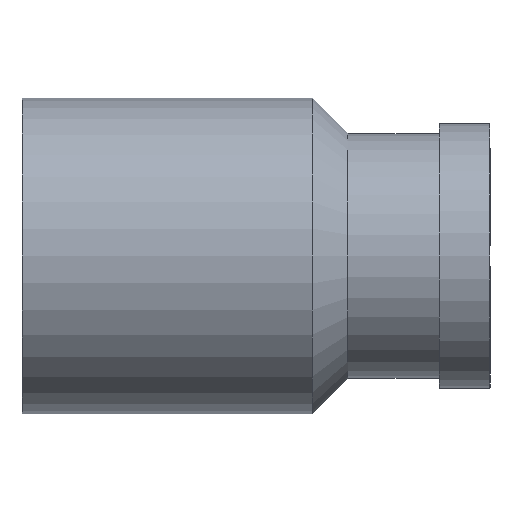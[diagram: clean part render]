
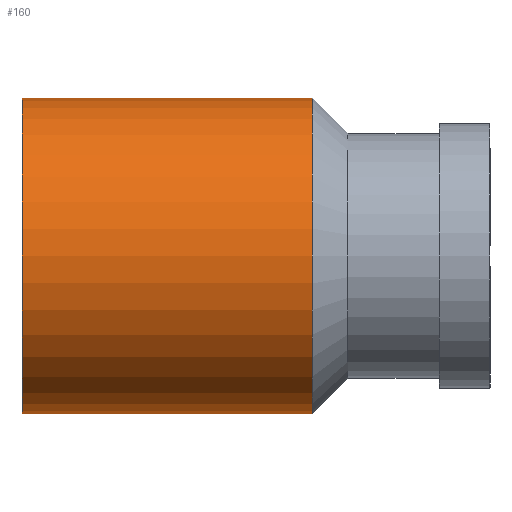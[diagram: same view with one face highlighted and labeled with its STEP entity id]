
A CAD part, left-side view. The second image highlights one B-rep face of the part: STEP entity #160.
In plain terms, the highlighted cylindrical face has radius 15.5 mm (diameter 31 mm), a full revolution.
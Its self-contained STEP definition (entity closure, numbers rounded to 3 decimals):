
#30=FACE_OUTER_BOUND('',#43,.T.);
#43=EDGE_LOOP('',(#126,#127,#128,#129));
#58=LINE('',#284,#65);
#65=VECTOR('',#233,15.5);
#71=CIRCLE('',#186,15.5);
#73=CIRCLE('',#189,15.5);
#83=VERTEX_POINT('',#271);
#85=VERTEX_POINT('',#276);
#96=EDGE_CURVE('',#83,#83,#71,.T.);
#99=EDGE_CURVE('',#85,#85,#73,.T.);
#102=EDGE_CURVE('',#85,#83,#58,.T.);
#126=ORIENTED_EDGE('',*,*,#99,.T.);
#127=ORIENTED_EDGE('',*,*,#102,.T.);
#128=ORIENTED_EDGE('',*,*,#96,.F.);
#129=ORIENTED_EDGE('',*,*,#102,.F.);
#152=CYLINDRICAL_SURFACE('',#192,15.5);
#160=ADVANCED_FACE('',(#30),#152,.T.);
#186=AXIS2_PLACEMENT_3D('',#272,#217,#218);
#189=AXIS2_PLACEMENT_3D('',#278,#224,#225);
#192=AXIS2_PLACEMENT_3D('',#283,#231,#232);
#217=DIRECTION('center_axis',(0.,1.,0.));
#218=DIRECTION('ref_axis',(-1.,0.,0.));
#224=DIRECTION('center_axis',(0.,1.,0.));
#225=DIRECTION('ref_axis',(-1.,0.,0.));
#231=DIRECTION('center_axis',(0.,-1.,0.));
#232=DIRECTION('ref_axis',(-1.,0.,0.));
#233=DIRECTION('',(0.,1.,0.));
#271=CARTESIAN_POINT('',(-15.82,71.45,100.6));
#272=CARTESIAN_POINT('Origin',(-31.32,71.45,100.6));
#276=CARTESIAN_POINT('',(-15.82,42.95,100.6));
#278=CARTESIAN_POINT('Origin',(-31.32,42.95,100.6));
#283=CARTESIAN_POINT('Origin',(-31.32,61.45,100.6));
#284=CARTESIAN_POINT('',(-15.82,61.45,100.6));
